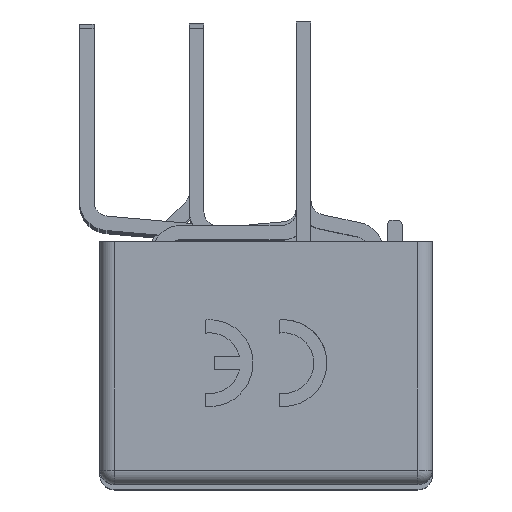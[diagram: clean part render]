
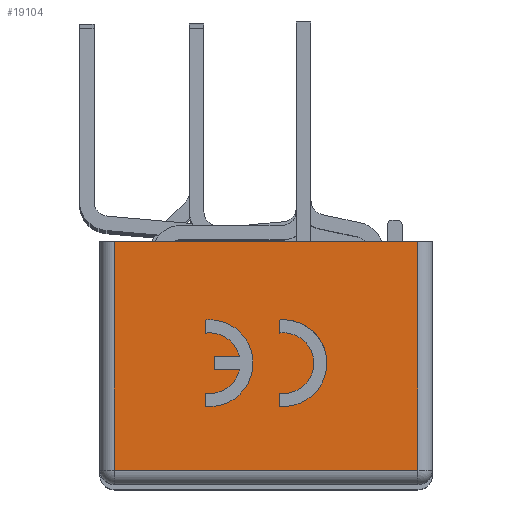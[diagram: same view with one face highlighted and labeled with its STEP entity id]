
A CAD part, top view. The second image highlights one B-rep face of the part: STEP entity #19104.
In plain terms, the highlighted planar face has unit normal (0, 0, 1).
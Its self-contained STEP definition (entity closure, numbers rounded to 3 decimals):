
#15971=DIRECTION('',(0.,-1.,0.));
#15972=VECTOR('',#15971,15.8);
#15973=CARTESIAN_POINT('',(-34.205,-5.483,213.));
#15974=LINE('',#15973,#15972);
#16018=DIRECTION('',(1.,0.,0.));
#16019=VECTOR('',#16018,21.);
#16020=CARTESIAN_POINT('',(-34.205,-21.283,213.));
#16021=LINE('',#16020,#16019);
#16032=DIRECTION('',(1.,0.,0.));
#16033=VECTOR('',#16032,21.);
#16034=CARTESIAN_POINT('',(-34.205,-5.483,213.));
#16035=LINE('',#16034,#16033);
#16039=DIRECTION('',(-1.,0.,0.));
#16040=VECTOR('',#16039,1.751);
#16041=CARTESIAN_POINT('',(-25.554,-13.433,213.));
#16042=LINE('',#16041,#16040);
#16046=DIRECTION('',(0.,-1.,0.));
#16047=VECTOR('',#16046,0.9);
#16048=CARTESIAN_POINT('',(-27.305,-13.433,213.));
#16049=LINE('',#16048,#16047);
#16053=DIRECTION('',(1.,0.,0.));
#16054=VECTOR('',#16053,1.751);
#16055=CARTESIAN_POINT('',(-27.305,-14.333,213.));
#16056=LINE('',#16055,#16054);
#16060=CARTESIAN_POINT('',(-27.605,-13.883,213.));
#16061=DIRECTION('',(0.,0.,-1.));
#16062=DIRECTION('',(0.977,-0.214,0.));
#16063=AXIS2_PLACEMENT_3D('',#16060,#16061,#16062);
#16068=DIRECTION('',(0.,-1.,0.));
#16069=VECTOR('',#16068,0.907);
#16070=CARTESIAN_POINT('',(-27.905,-15.961,213.));
#16071=LINE('',#16070,#16069);
#16075=CARTESIAN_POINT('',(-27.605,-13.883,213.));
#16076=DIRECTION('',(0.,0.,1.));
#16077=DIRECTION('',(-0.1,-0.995,0.));
#16078=AXIS2_PLACEMENT_3D('',#16075,#16076,#16077);
#16083=CARTESIAN_POINT('',(-27.605,-13.883,213.));
#16084=DIRECTION('',(0.,0.,1.));
#16085=DIRECTION('',(0.1,0.995,0.));
#16086=AXIS2_PLACEMENT_3D('',#16083,#16084,#16085);
#16091=DIRECTION('',(0.,-1.,0.));
#16092=VECTOR('',#16091,0.907);
#16093=CARTESIAN_POINT('',(-27.905,-10.898,213.));
#16094=LINE('',#16093,#16092);
#16098=CARTESIAN_POINT('',(-27.605,-13.883,213.));
#16099=DIRECTION('',(0.,0.,-1.));
#16100=DIRECTION('',(-0.143,0.99,0.));
#16101=AXIS2_PLACEMENT_3D('',#16098,#16099,#16100);
#16106=DIRECTION('',(0.,-1.,0.));
#16107=VECTOR('',#16106,0.907);
#16108=CARTESIAN_POINT('',(-22.805,-10.898,213.));
#16109=LINE('',#16108,#16107);
#16113=CARTESIAN_POINT('',(-22.505,-13.883,213.));
#16114=DIRECTION('',(0.,0.,-1.));
#16115=DIRECTION('',(-0.143,0.99,0.));
#16116=AXIS2_PLACEMENT_3D('',#16113,#16114,#16115);
#16121=CARTESIAN_POINT('',(-22.505,-13.883,213.));
#16122=DIRECTION('',(0.,0.,-1.));
#16123=DIRECTION('',(0.143,0.99,0.));
#16124=AXIS2_PLACEMENT_3D('',#16121,#16122,#16123);
#16129=DIRECTION('',(0.,-1.,0.));
#16130=VECTOR('',#16129,0.907);
#16131=CARTESIAN_POINT('',(-22.805,-15.961,213.));
#16132=LINE('',#16131,#16130);
#16136=CARTESIAN_POINT('',(-22.505,-13.883,213.));
#16137=DIRECTION('',(0.,0.,1.));
#16138=DIRECTION('',(-0.1,-0.995,0.));
#16139=AXIS2_PLACEMENT_3D('',#16136,#16137,#16138);
#16144=CARTESIAN_POINT('',(-22.505,-13.883,213.));
#16145=DIRECTION('',(0.,0.,1.));
#16146=DIRECTION('',(1.,0.,0.));
#16147=AXIS2_PLACEMENT_3D('',#16144,#16145,#16146);
#16152=CARTESIAN_POINT('',(-22.505,-13.883,213.));
#16153=DIRECTION('',(0.,0.,1.));
#16154=DIRECTION('',(0.1,0.995,0.));
#16155=AXIS2_PLACEMENT_3D('',#16152,#16153,#16154);
#16160=DIRECTION('',(0.,1.,0.));
#16161=VECTOR('',#16160,15.8);
#16162=CARTESIAN_POINT('',(-13.205,-21.283,213.));
#16163=LINE('',#16162,#16161);
#17858=CARTESIAN_POINT('',(-13.205,-5.483,213.));
#17859=VERTEX_POINT('',#17858);
#17860=CARTESIAN_POINT('',(-34.205,-5.483,213.));
#17861=VERTEX_POINT('',#17860);
#18007=CARTESIAN_POINT('',(-34.205,-21.283,213.));
#18009=VERTEX_POINT('',#18007);
#18014=CARTESIAN_POINT('',(-13.205,-21.283,213.));
#18015=VERTEX_POINT('',#18014);
#18020=CARTESIAN_POINT('',(-25.554,-13.433,213.));
#18021=CARTESIAN_POINT('',(-27.305,-13.433,213.));
#18022=VERTEX_POINT('',#18020);
#18023=VERTEX_POINT('',#18021);
#18024=CARTESIAN_POINT('',(-27.305,-14.333,213.));
#18025=VERTEX_POINT('',#18024);
#18026=CARTESIAN_POINT('',(-25.554,-14.333,213.));
#18027=VERTEX_POINT('',#18026);
#18028=CARTESIAN_POINT('',(-27.905,-15.961,213.));
#18029=VERTEX_POINT('',#18028);
#18030=CARTESIAN_POINT('',(-27.905,-16.868,213.));
#18031=VERTEX_POINT('',#18030);
#18032=CARTESIAN_POINT('',(-27.305,-10.898,213.));
#18033=VERTEX_POINT('',#18032);
#18034=CARTESIAN_POINT('',(-27.905,-10.898,213.));
#18035=VERTEX_POINT('',#18034);
#18036=CARTESIAN_POINT('',(-27.905,-11.804,213.));
#18037=VERTEX_POINT('',#18036);
#18038=CARTESIAN_POINT('',(-22.805,-10.898,213.));
#18039=CARTESIAN_POINT('',(-22.805,-11.804,213.));
#18040=VERTEX_POINT('',#18038);
#18041=VERTEX_POINT('',#18039);
#18042=CARTESIAN_POINT('',(-22.205,-11.804,213.));
#18043=VERTEX_POINT('',#18042);
#18044=CARTESIAN_POINT('',(-22.805,-15.961,213.));
#18045=VERTEX_POINT('',#18044);
#18046=CARTESIAN_POINT('',(-22.805,-16.868,213.));
#18047=VERTEX_POINT('',#18046);
#18048=CARTESIAN_POINT('',(-19.505,-13.883,213.));
#18049=VERTEX_POINT('',#18048);
#18050=CARTESIAN_POINT('',(-22.205,-10.898,213.));
#18051=VERTEX_POINT('',#18050);
#19056=CARTESIAN_POINT('',(-23.705,-13.883,213.));
#19057=DIRECTION('',(0.,0.,-1.));
#19058=DIRECTION('',(1.,0.,0.));
#19059=AXIS2_PLACEMENT_3D('',#19056,#19057,#19058);
#19060=PLANE('',#19059);
#19061=ORIENTED_EDGE('',*,*,#19037,.F.);
#19062=ORIENTED_EDGE('',*,*,#18996,.F.);
#19063=ORIENTED_EDGE('',*,*,#18448,.T.);
#19065=ORIENTED_EDGE('',*,*,#19064,.F.);
#19066=EDGE_LOOP('',(#19061,#19062,#19063,#19065));
#19067=FACE_OUTER_BOUND('',#19066,.F.);
#19069=ORIENTED_EDGE('',*,*,#19068,.T.);
#19071=ORIENTED_EDGE('',*,*,#19070,.T.);
#19073=ORIENTED_EDGE('',*,*,#19072,.T.);
#19075=ORIENTED_EDGE('',*,*,#19074,.T.);
#19077=ORIENTED_EDGE('',*,*,#19076,.T.);
#19079=ORIENTED_EDGE('',*,*,#19078,.T.);
#19081=ORIENTED_EDGE('',*,*,#19080,.T.);
#19083=ORIENTED_EDGE('',*,*,#19082,.T.);
#19085=ORIENTED_EDGE('',*,*,#19084,.T.);
#19086=EDGE_LOOP('',(#19069,#19071,#19073,#19075,#19077,#19079,#19081,#19083,
#19085));
#19087=FACE_BOUND('',#19086,.F.);
#19089=ORIENTED_EDGE('',*,*,#19088,.T.);
#19091=ORIENTED_EDGE('',*,*,#19090,.T.);
#19093=ORIENTED_EDGE('',*,*,#19092,.T.);
#19095=ORIENTED_EDGE('',*,*,#19094,.T.);
#19097=ORIENTED_EDGE('',*,*,#19096,.T.);
#19099=ORIENTED_EDGE('',*,*,#19098,.T.);
#19101=ORIENTED_EDGE('',*,*,#19100,.T.);
#19102=EDGE_LOOP('',(#19089,#19091,#19093,#19095,#19097,#19099,#19101));
#19103=FACE_BOUND('',#19102,.F.);
#16064=CIRCLE('',#16063,2.1);
#16079=CIRCLE('',#16078,3.);
#16087=CIRCLE('',#16086,3.);
#16102=CIRCLE('',#16101,2.1);
#16117=CIRCLE('',#16116,2.1);
#16125=CIRCLE('',#16124,2.1);
#16140=CIRCLE('',#16139,3.);
#16148=CIRCLE('',#16147,3.);
#16156=CIRCLE('',#16155,3.);
#18448=EDGE_CURVE('',#17861,#17859,#16035,.T.);
#18996=EDGE_CURVE('',#17861,#18009,#15974,.T.);
#19037=EDGE_CURVE('',#18009,#18015,#16021,.T.);
#19064=EDGE_CURVE('',#18015,#17859,#16163,.T.);
#19068=EDGE_CURVE('',#18022,#18023,#16042,.T.);
#19070=EDGE_CURVE('',#18023,#18025,#16049,.T.);
#19072=EDGE_CURVE('',#18025,#18027,#16056,.T.);
#19074=EDGE_CURVE('',#18027,#18029,#16064,.T.);
#19076=EDGE_CURVE('',#18029,#18031,#16071,.T.);
#19078=EDGE_CURVE('',#18031,#18033,#16079,.T.);
#19080=EDGE_CURVE('',#18033,#18035,#16087,.T.);
#19082=EDGE_CURVE('',#18035,#18037,#16094,.T.);
#19084=EDGE_CURVE('',#18037,#18022,#16102,.T.);
#19088=EDGE_CURVE('',#18040,#18041,#16109,.T.);
#19090=EDGE_CURVE('',#18041,#18043,#16117,.T.);
#19092=EDGE_CURVE('',#18043,#18045,#16125,.T.);
#19094=EDGE_CURVE('',#18045,#18047,#16132,.T.);
#19096=EDGE_CURVE('',#18047,#18049,#16140,.T.);
#19098=EDGE_CURVE('',#18049,#18051,#16148,.T.);
#19100=EDGE_CURVE('',#18051,#18040,#16156,.T.);
#19104=ADVANCED_FACE('',(#19067,#19087,#19103),#19060,.F.);
